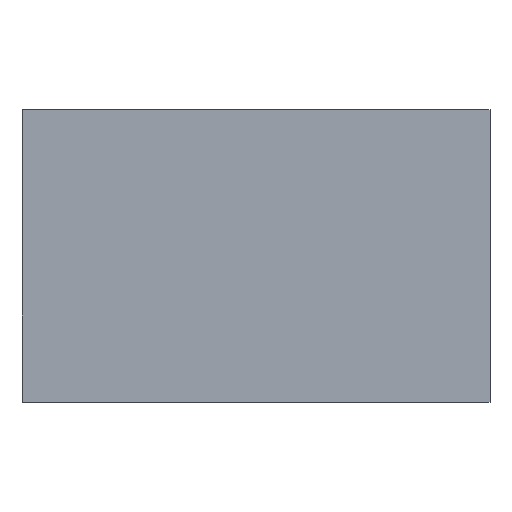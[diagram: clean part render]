
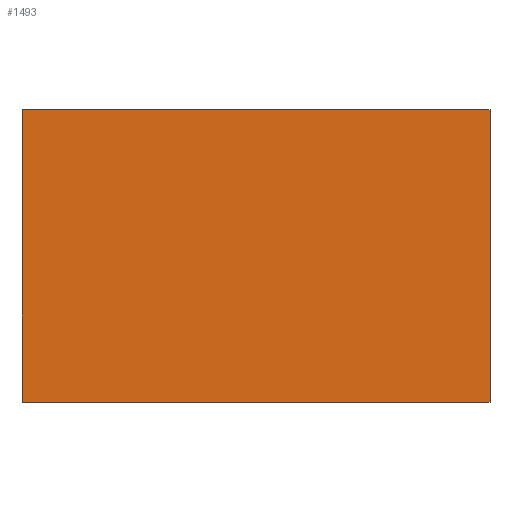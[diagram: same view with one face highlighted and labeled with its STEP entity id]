
A CAD part, top view. The second image highlights one B-rep face of the part: STEP entity #1493.
In plain terms, the highlighted planar face has unit normal (0, 0, 1).
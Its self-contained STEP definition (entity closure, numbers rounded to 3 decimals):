
#154=FACE_OUTER_BOUND('',#239,.T.);
#239=EDGE_LOOP('',(#1375,#1376,#1377,#1378));
#355=LINE('',#2949,#476);
#357=LINE('',#2953,#478);
#359=LINE('',#2957,#480);
#361=LINE('',#2960,#482);
#476=VECTOR('',#1714,10.);
#478=VECTOR('',#1718,10.);
#480=VECTOR('',#1722,10.);
#482=VECTOR('',#1726,10.);
#723=VERTEX_POINT('',#2946);
#724=VERTEX_POINT('',#2948);
#725=VERTEX_POINT('',#2952);
#726=VERTEX_POINT('',#2956);
#939=EDGE_CURVE('',#723,#724,#355,.T.);
#941=EDGE_CURVE('',#724,#725,#357,.T.);
#943=EDGE_CURVE('',#725,#726,#359,.T.);
#945=EDGE_CURVE('',#726,#723,#361,.T.);
#1375=ORIENTED_EDGE('',*,*,#939,.F.);
#1376=ORIENTED_EDGE('',*,*,#945,.F.);
#1377=ORIENTED_EDGE('',*,*,#943,.F.);
#1378=ORIENTED_EDGE('',*,*,#941,.F.);
#1413=PLANE('',#1544);
#1493=ADVANCED_FACE('',(#154),#1413,.T.);
#1544=AXIS2_PLACEMENT_3D('',#2961,#1727,#1728);
#1714=DIRECTION('',(0.,-1.,0.));
#1718=DIRECTION('',(-1.,0.,0.));
#1722=DIRECTION('',(0.,1.,0.));
#1726=DIRECTION('',(1.,0.,0.));
#1727=DIRECTION('center_axis',(0.,0.,1.));
#1728=DIRECTION('ref_axis',(1.,0.,0.));
#2946=CARTESIAN_POINT('',(1.,0.625,0.5));
#2948=CARTESIAN_POINT('',(1.,-0.625,0.5));
#2949=CARTESIAN_POINT('',(1.,0.625,0.5));
#2952=CARTESIAN_POINT('',(-1.,-0.625,0.5));
#2953=CARTESIAN_POINT('',(1.,-0.625,0.5));
#2956=CARTESIAN_POINT('',(-1.,0.625,0.5));
#2957=CARTESIAN_POINT('',(-1.,-0.625,0.5));
#2960=CARTESIAN_POINT('',(-1.,0.625,0.5));
#2961=CARTESIAN_POINT('Origin',(0.,0.,0.5));
